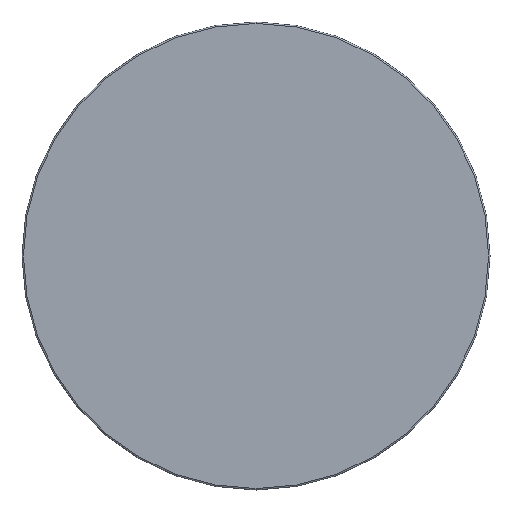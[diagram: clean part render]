
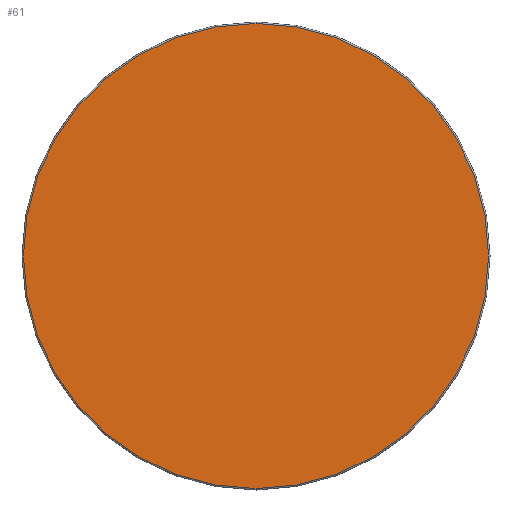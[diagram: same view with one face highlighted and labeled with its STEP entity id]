
A CAD part, front view. The second image highlights one B-rep face of the part: STEP entity #61.
In plain terms, the highlighted planar face has unit normal (0, -1, 0).
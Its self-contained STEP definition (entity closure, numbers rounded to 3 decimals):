
#16 = DIRECTION ( 'NONE',  ( 0., 0., 1. ) ) ;
#17 = EDGE_CURVE ( 'NONE', #163, #183, #42, .T. ) ;
#42 = CIRCLE ( 'NONE', #190, 39.75 ) ;
#50 = AXIS2_PLACEMENT_3D ( 'NONE', #262, #138, #117 ) ;
#61 = ADVANCED_FACE ( 'NONE', ( #204 ), #274, .F. ) ;
#73 = ORIENTED_EDGE ( 'NONE', *, *, #17, .T. ) ;
#75 = DIRECTION ( 'NONE',  ( 0., 0., 1. ) ) ;
#117 = DIRECTION ( 'NONE',  ( 0., 0., 1. ) ) ;
#138 = DIRECTION ( 'NONE',  ( 0., -1., 0. ) ) ;
#144 = CARTESIAN_POINT ( 'NONE',  ( 0., 0., 0. ) ) ;
#163 = VERTEX_POINT ( 'NONE', #268 ) ;
#183 = VERTEX_POINT ( 'NONE', #193 ) ;
#186 = EDGE_LOOP ( 'NONE', ( #236, #73 ) ) ;
#190 = AXIS2_PLACEMENT_3D ( 'NONE', #144, #269, #75 ) ;
#193 = CARTESIAN_POINT ( 'NONE',  ( 0., 0., 39.75 ) ) ;
#204 = FACE_OUTER_BOUND ( 'NONE', #186, .T. ) ;
#229 = DIRECTION ( 'NONE',  ( 0., 1., 0. ) ) ;
#236 = ORIENTED_EDGE ( 'NONE', *, *, #247, .T. ) ;
#238 = CIRCLE ( 'NONE', #50, 39.75 ) ;
#244 = AXIS2_PLACEMENT_3D ( 'NONE', #249, #229, #16 ) ;
#247 = EDGE_CURVE ( 'NONE', #183, #163, #238, .T. ) ;
#249 = CARTESIAN_POINT ( 'NONE',  ( 0., 0., 0. ) ) ;
#262 = CARTESIAN_POINT ( 'NONE',  ( 0., 0., 0. ) ) ;
#268 = CARTESIAN_POINT ( 'NONE',  ( 0., 0., -39.75 ) ) ;
#269 = DIRECTION ( 'NONE',  ( 0., -1., 0. ) ) ;
#274 = PLANE ( 'NONE',  #244 ) ;
